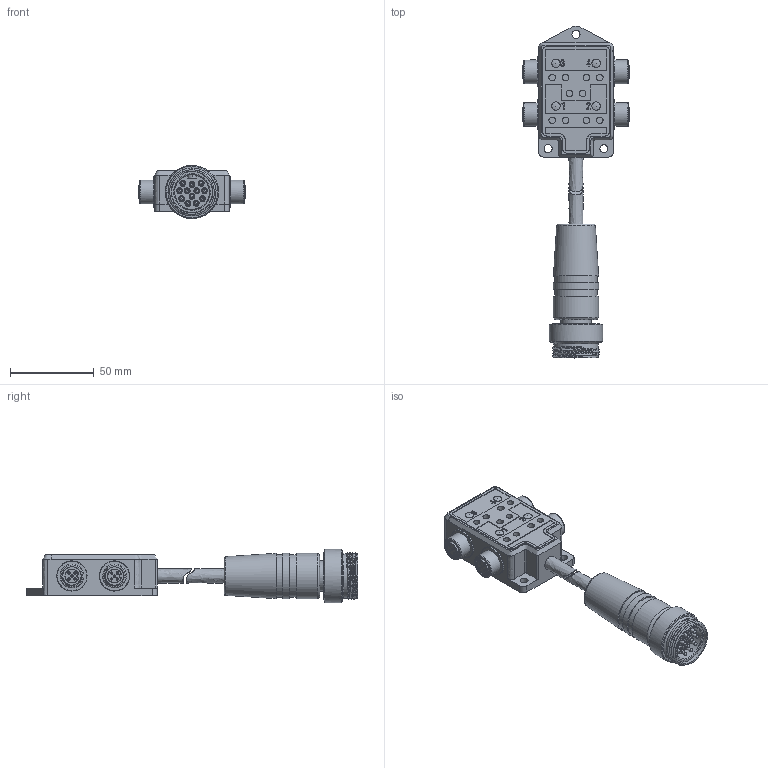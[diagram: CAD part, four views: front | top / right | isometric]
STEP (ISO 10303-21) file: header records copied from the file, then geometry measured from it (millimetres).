
FILE_DESCRIPTION( ('This file contains a STEP AP42 implementation' ,'as created by ZW3D STEP Interface translator.') ,'2;1' );
FILE_NAME( 'ASSR4-5-3XX-PZ12.stp' ,'211223.153735', (''), ('ZWCAD Software Co.'), 'Version 1.0', 'ZW3D to STEP translator', '' );
FILE_SCHEMA(('AUTOMOTIVE_DESIGN'));
Length unit declared in the file: millimetre
Products named in the file (3): 0; ASSR4-5-3XX-66XX; PZ12
Assembly tree (1 placements, depth 2):
  0
  ASSR4-5-3XX-66XX
    PZ12
Bounding box: 63.5 x 198.11 x 31.74 mm (x, y, z)
Volume: 116122.3 mm3; surface area: 31715.6 mm2
Topology: 3 solids, 3 shells, 586 faces, 1463 edges, 987 vertices
Faces by surface type: bspline 586
Entity records: 37992 total; most frequent: CARTESIAN_POINT 28858, ORIENTED_EDGE 2894, EDGE_CURVE 1447, VERTEX_POINT 987, B_SPLINE_CURVE_WITH_KNOTS 874, EDGE_LOOP 716, FACE_OUTER_BOUND 586, ADVANCED_FACE 586
